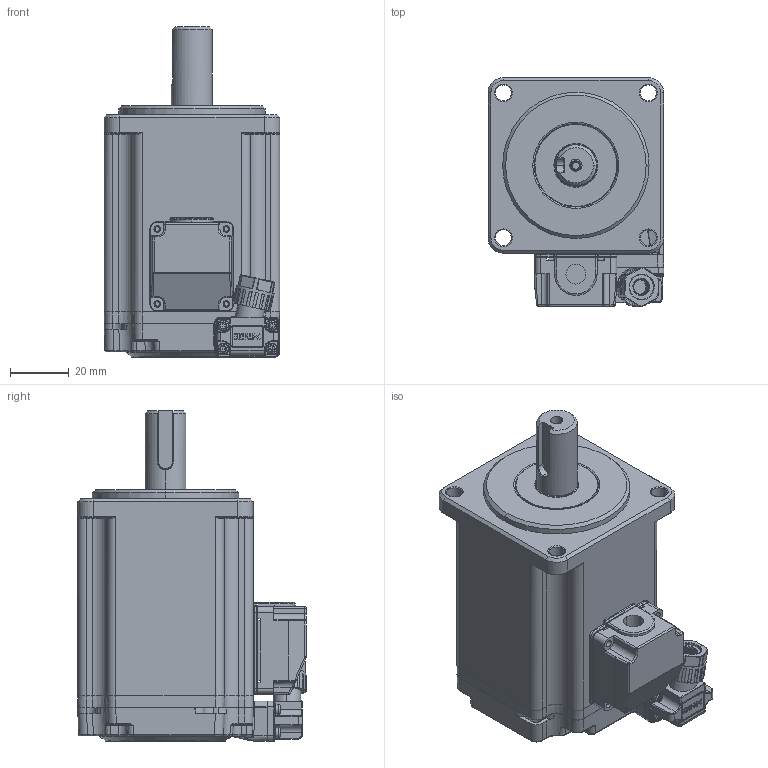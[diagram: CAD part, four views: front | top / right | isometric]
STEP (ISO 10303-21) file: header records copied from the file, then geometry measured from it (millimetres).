
FILE_DESCRIPTION (( 'STEP AP203' ), '1' );
FILE_NAME ('MF5H-60CS30B1-504.STEP', '2023-04-24T01:30:21', ( '' ), ( '' ), 'SwSTEP 2.0', 'SolidWorks 2016', '' );
FILE_SCHEMA (( 'CONFIG_CONTROL_DESIGN' ));
Length unit declared in the file: millimetre
Products named in the file (1): MF5H-60CS30B1-504
Bounding box: 60.1 x 78.1 x 112.9 mm (x, y, z)
Surface area: 35217.3 mm2 (no closed solid volume)
Topology: 0 solids, 17 shells, 917 faces, 2881 edges, 1915 vertices
Faces by surface type: cylinder 317, plane 297, torus 119, bspline 100, cone 72, sphere 12
Entity records: 40534 total; most frequent: CARTESIAN_POINT 16231, DIRECTION 4896, ORIENTED_EDGE 4880, EDGE_CURVE 2853, VERTEX_POINT 1914, AXIS2_PLACEMENT_3D 1803, LINE 1290, VECTOR 1290
